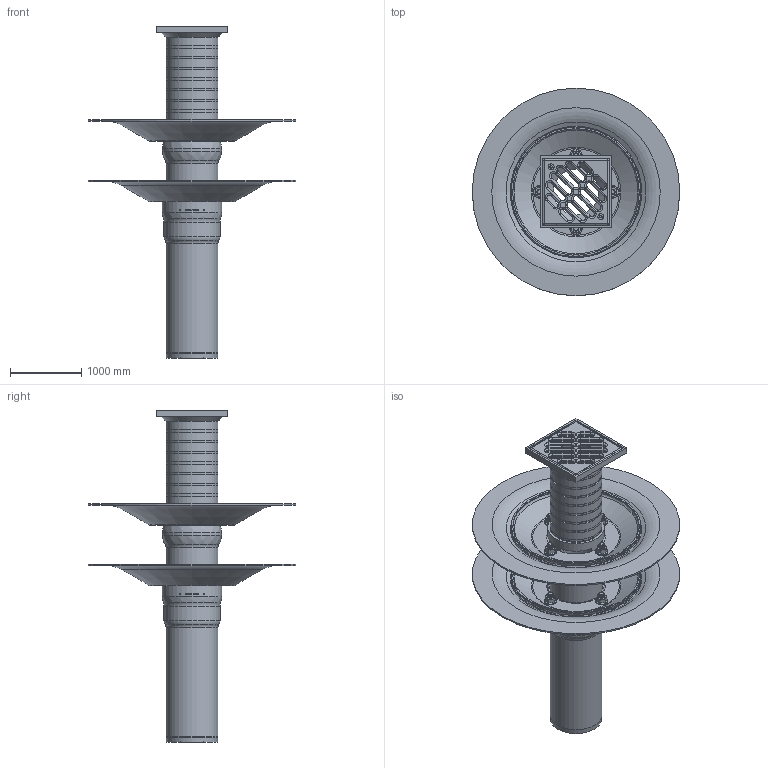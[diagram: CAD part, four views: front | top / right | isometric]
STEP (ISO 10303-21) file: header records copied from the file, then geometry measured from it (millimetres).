
FILE_DESCRIPTION(/* description */ (''),/* implementation_level */ '2;1');
FILE_NAME(/* name */ '19250.070X_3D.stp',/* time_stamp */ '2025-11-11T10:22:35+01:00',/* author */ ('d.brandes'),/* organization */ (''),/* preprocessor_version */ 'ST-DEVELOPER v20.1',/* originating_system */ 'AutoCAD Mechanical',/* authorisation */ '');
FILE_SCHEMA (('AUTOMOTIVE_DESIGN { 1 0 10303 214 3 1 1 }'));
Length unit declared in the file: centimetre
Products named in the file (2): Product; *S0
Assembly tree (1 placements, depth 2):
  Product
    *S0
Bounding box: 2920 x 2920 x 4670.87 mm (x, y, z)
Volume: 701693535.1 mm3; surface area: 74270320.5 mm2
Topology: 28 solids, 28 shells, 844 faces, 1894 edges, 1145 vertices
Faces by surface type: plane 252, cone 251, cylinder 232, torus 89, bspline 12, sphere 8
Full cylindrical faces by diameter (mm): 35 x2, 66.47 x8, 80 x8, 85 x2, 110 x8, 706 x2, 720 x8, 730 x12, 734 x1, 756 x2, 760 x1, 764 x1, 788 x1, 800 x1, 808 x1, 814 x2, 820 x2, 832 x1, 838 x1, 2920 x2
Entity records: 25035 total; most frequent: CARTESIAN_POINT 5806, DIRECTION 4240, ORIENTED_EDGE 3786, EDGE_CURVE 1893, AXIS2_PLACEMENT_3D 1735, VERTEX_POINT 1143, EDGE_LOOP 960, CIRCLE 900
